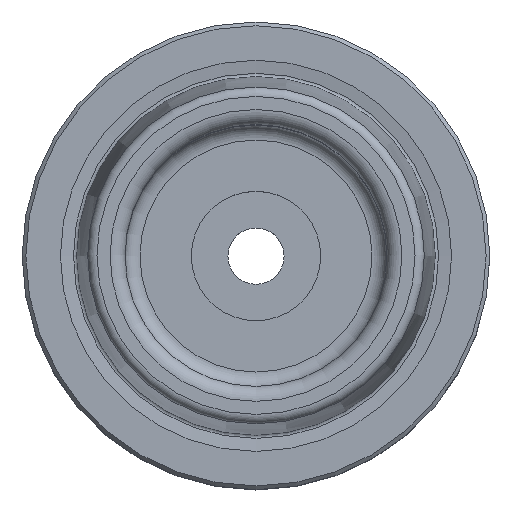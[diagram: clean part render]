
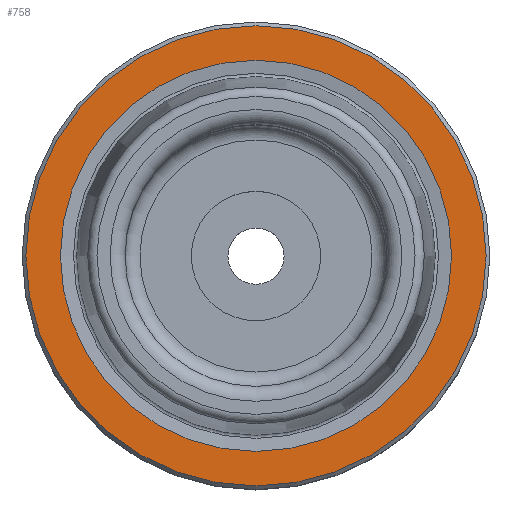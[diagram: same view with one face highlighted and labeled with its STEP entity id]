
A CAD part, top view. The second image highlights one B-rep face of the part: STEP entity #758.
In plain terms, the highlighted planar face has unit normal (0, 0, 1).
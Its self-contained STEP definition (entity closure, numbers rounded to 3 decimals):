
#47=PLANE('',#833);
#91=ORIENTED_EDGE('',*,*,#161,.T.);
#92=ORIENTED_EDGE('',*,*,#160,.F.);
#160=EDGE_CURVE('',#202,#202,#244,.T.);
#161=EDGE_CURVE('',#203,#203,#245,.T.);
#202=VERTEX_POINT('',#1115);
#203=VERTEX_POINT('',#1118);
#244=CIRCLE('',#832,10.455);
#245=CIRCLE('',#834,12.3);
#301=EDGE_LOOP('',(#91));
#302=EDGE_LOOP('',(#92));
#385=FACE_BOUND('',#301,.T.);
#386=FACE_BOUND('',#302,.T.);
#758=ADVANCED_FACE('',(#385,#386),#47,.T.);
#832=AXIS2_PLACEMENT_3D('',#1114,#966,#967);
#833=AXIS2_PLACEMENT_3D('',#1116,#968,#969);
#834=AXIS2_PLACEMENT_3D('',#1117,#970,#971);
#966=DIRECTION('',(0.,0.,1.));
#967=DIRECTION('',(1.,0.,0.));
#968=DIRECTION('',(0.,0.,1.));
#969=DIRECTION('',(1.,0.,0.));
#970=DIRECTION('',(0.,0.,1.));
#971=DIRECTION('',(1.,0.,0.));
#1114=CARTESIAN_POINT('',(0.,0.,0.));
#1115=CARTESIAN_POINT('',(10.455,0.,0.));
#1116=CARTESIAN_POINT('',(10.455,0.,0.));
#1117=CARTESIAN_POINT('',(0.,0.,0.));
#1118=CARTESIAN_POINT('',(12.3,0.,0.));
